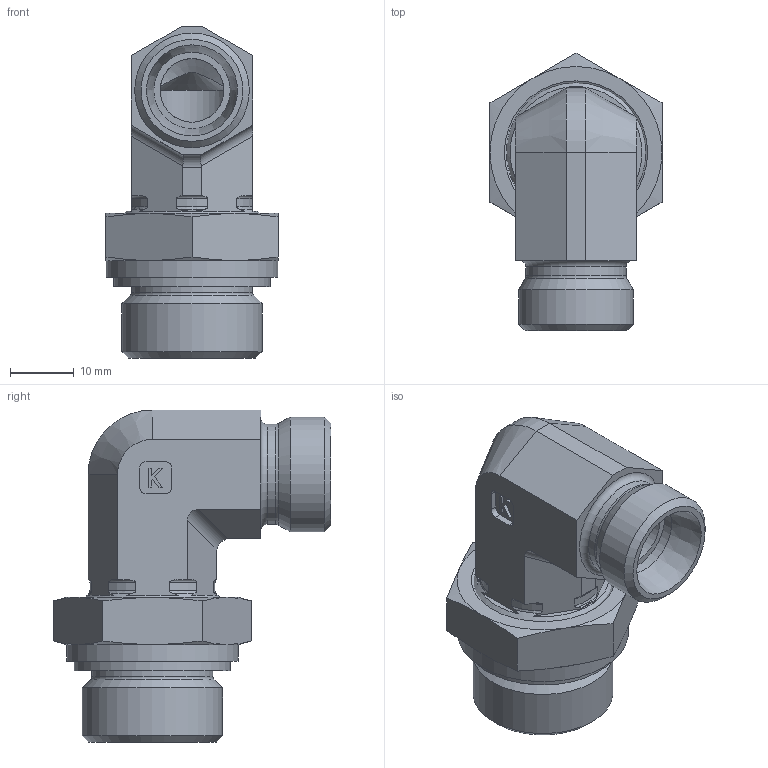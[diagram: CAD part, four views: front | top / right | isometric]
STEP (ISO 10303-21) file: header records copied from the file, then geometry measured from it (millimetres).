
FILE_DESCRIPTION((''),'2;1');
FILE_NAME('6702218012.stp','2015-07-17T15:05:37',(''),('KNOMI spol. s r. o.'),'Autodesk Inventor 2012','Autodesk Inventor 2012','');
FILE_SCHEMA(('AUTOMOTIVE_DESIGN { 1 2 10303 214 0 1 1 1 }'));
Length unit declared in the file: millimetre
Products named in the file (4): ÚPS M22/M18K op. Výkovek; 678 2218 12; 675 022; 6017002333
Assembly tree (3 placements, depth 2):
  ÚPS M22/M18K op. Výkovek
    678 2218 12
    675 022
    6017002333
Bounding box: 27 x 43.59 x 52.1 mm (x, y, z)
Volume: 17499.3 mm3; surface area: 10346.2 mm2
Topology: 3 solids, 3 shells, 130 faces, 323 edges, 205 vertices
Faces by surface type: plane 58, cone 28, cylinder 27, torus 17
Full cylindrical faces by diameter (mm): 10 x1, 12 x2, 15.7 x1, 18 x1, 19 x2, 20.376 x1, 22 x2, 24.5 x2, 26.9 x1
Entity records: 4079 total; most frequent: CARTESIAN_POINT 973, DIRECTION 590, ORIENTED_EDGE 578, EDGE_CURVE 289, AXIS2_PLACEMENT_3D 232, VERTEX_POINT 199, EDGE_LOOP 170, FACE_OUTER_BOUND 130
